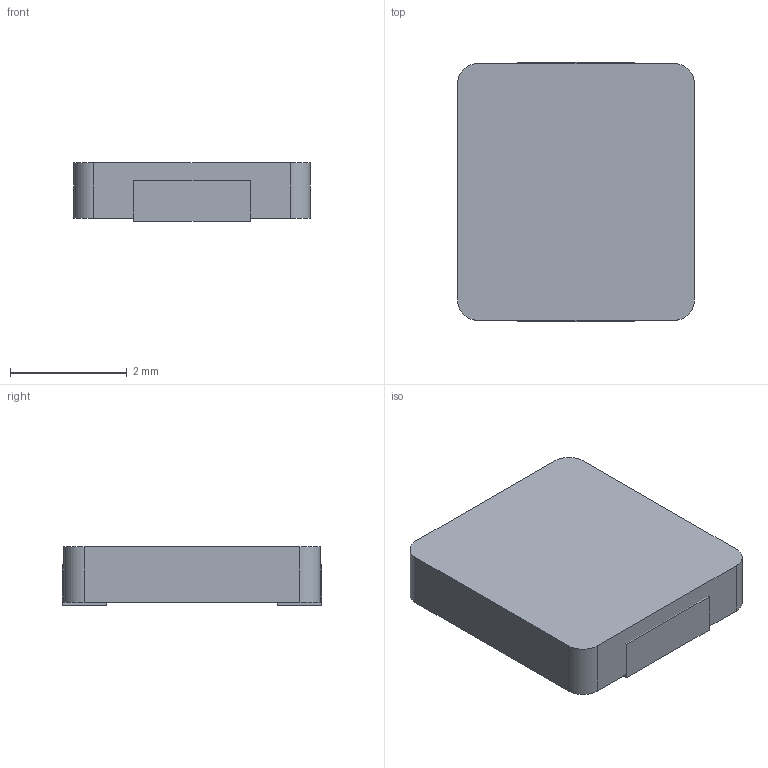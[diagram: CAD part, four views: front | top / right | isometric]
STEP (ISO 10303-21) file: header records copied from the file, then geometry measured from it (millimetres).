
FILE_DESCRIPTION(('FreeCAD Model'),'2;1');
FILE_NAME('SRP4012TA_cp.step', '2019-10-25T16:26:23',('kicad StepUp'),('ksu MCAD'), 'Open CASCADE STEP processor 7.3','FreeCAD','Unknown');
FILE_SCHEMA(('AUTOMOTIVE_DESIGN { 1 0 10303 214 1 1 1 1 }'));
Length unit declared in the file: millimetre
Products named in the file (1): SRP4012TA_cp
Bounding box: 4.06 x 4.45 x 1 mm (x, y, z)
Surface area: 64.8 mm2
Topology: 3 solids, 3 shells, 22 faces, 96 edges, 128 vertices
Faces by surface type: plane 18, cylinder 4
Entity records: 1147 total; most frequent: CARTESIAN_POINT 247, DIRECTION 150, ORIENTED_EDGE 96, LINE 88, VECTOR 88, EDGE_CURVE 48, GEOMETRIC_CURVE_SET 48, TRIMMED_CURVE 48
